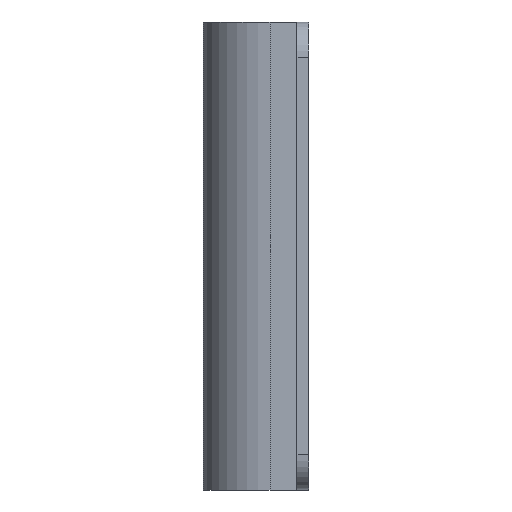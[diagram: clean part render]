
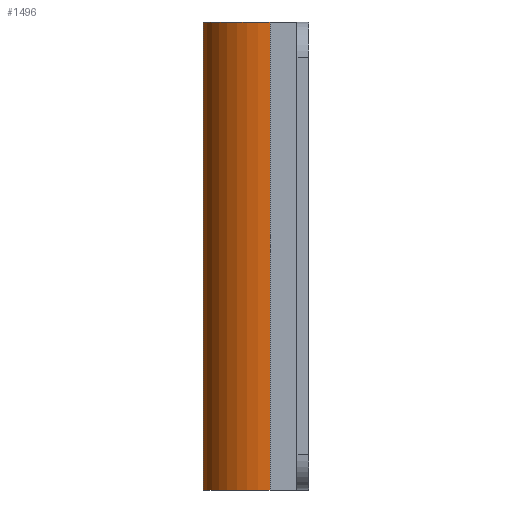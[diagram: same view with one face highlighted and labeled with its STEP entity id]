
A CAD part, left-side view. The second image highlights one B-rep face of the part: STEP entity #1496.
In plain terms, the highlighted cylindrical face has radius 11.4 mm (diameter 22.8 mm), a partial arc.
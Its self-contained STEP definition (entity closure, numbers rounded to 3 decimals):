
#37 = EDGE_CURVE ( 'NONE', #1476, #79, #1725, .T. ) ;
#79 = VERTEX_POINT ( 'NONE', #1444 ) ;
#91 = AXIS2_PLACEMENT_3D ( 'NONE', #628, #172, #456 ) ;
#172 = DIRECTION ( 'NONE',  ( 0., 0., 1. ) ) ;
#181 = LINE ( 'NONE', #963, #1936 ) ;
#350 = DIRECTION ( 'NONE',  ( 0., 0., -1. ) ) ;
#374 = CARTESIAN_POINT ( 'NONE',  ( -18.1, 6.6, 80. ) ) ;
#380 = CARTESIAN_POINT ( 'NONE',  ( -29.5, 6.6, 80. ) ) ;
#456 = DIRECTION ( 'NONE',  ( 1., 0., 0. ) ) ;
#517 = EDGE_CURVE ( 'NONE', #79, #1621, #1922, .T. ) ;
#546 = VECTOR ( 'NONE', #350, 1000. ) ;
#628 = CARTESIAN_POINT ( 'NONE',  ( -18.1, 6.6, 80. ) ) ;
#754 = CARTESIAN_POINT ( 'NONE',  ( -18.1, 18., 0. ) ) ;
#947 = AXIS2_PLACEMENT_3D ( 'NONE', #1499, #1984, #1043 ) ;
#963 = CARTESIAN_POINT ( 'NONE',  ( -18.1, 18., 80. ) ) ;
#994 = DIRECTION ( 'NONE',  ( 0., 0., -1. ) ) ;
#1043 = DIRECTION ( 'NONE',  ( 1., 0., 0. ) ) ;
#1139 = VERTEX_POINT ( 'NONE', #754 ) ;
#1156 = CYLINDRICAL_SURFACE ( 'NONE', #1539, 11.4 ) ;
#1191 = EDGE_LOOP ( 'NONE', ( #1477, #1517, #1301, #2015 ) ) ;
#1277 = DIRECTION ( 'NONE',  ( 0., 0., -1. ) ) ;
#1301 = ORIENTED_EDGE ( 'NONE', *, *, #37, .F. ) ;
#1314 = EDGE_CURVE ( 'NONE', #1476, #1139, #181, .T. ) ;
#1340 = CARTESIAN_POINT ( 'NONE',  ( -18.1, 18., 80. ) ) ;
#1444 = CARTESIAN_POINT ( 'NONE',  ( -29.5, 6.6, 80. ) ) ;
#1476 = VERTEX_POINT ( 'NONE', #1340 ) ;
#1477 = ORIENTED_EDGE ( 'NONE', *, *, #1914, .T. ) ;
#1496 = ADVANCED_FACE ( 'NONE', ( #1938 ), #1156, .T. ) ;
#1499 = CARTESIAN_POINT ( 'NONE',  ( -18.1, 6.6, 0. ) ) ;
#1517 = ORIENTED_EDGE ( 'NONE', *, *, #517, .F. ) ;
#1539 = AXIS2_PLACEMENT_3D ( 'NONE', #374, #994, #1628 ) ;
#1621 = VERTEX_POINT ( 'NONE', #2023 ) ;
#1628 = DIRECTION ( 'NONE',  ( -1., 0., 0. ) ) ;
#1725 = CIRCLE ( 'NONE', #91, 11.4 ) ;
#1837 = CIRCLE ( 'NONE', #947, 11.4 ) ;
#1914 = EDGE_CURVE ( 'NONE', #1139, #1621, #1837, .T. ) ;
#1922 = LINE ( 'NONE', #380, #546 ) ;
#1936 = VECTOR ( 'NONE', #1277, 1000. ) ;
#1938 = FACE_OUTER_BOUND ( 'NONE', #1191, .T. ) ;
#1984 = DIRECTION ( 'NONE',  ( 0., 0., 1. ) ) ;
#2015 = ORIENTED_EDGE ( 'NONE', *, *, #1314, .T. ) ;
#2023 = CARTESIAN_POINT ( 'NONE',  ( -29.5, 6.6, 0. ) ) ;
